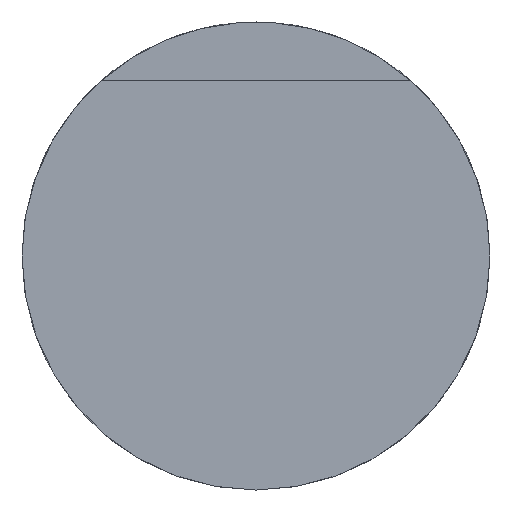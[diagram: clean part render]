
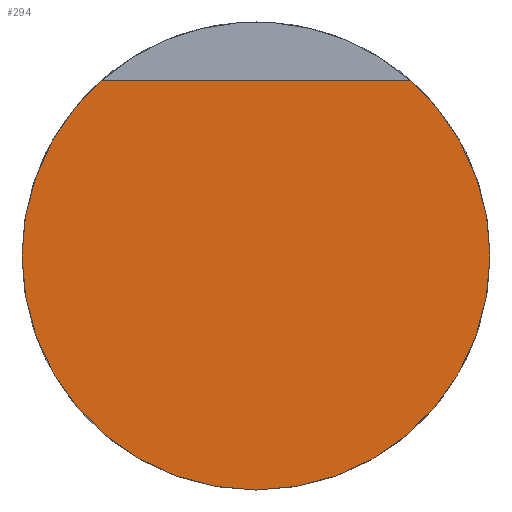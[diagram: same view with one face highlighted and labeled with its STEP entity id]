
A CAD part, front view. The second image highlights one B-rep face of the part: STEP entity #294.
In plain terms, the highlighted planar face has unit normal (0, -1, 0).
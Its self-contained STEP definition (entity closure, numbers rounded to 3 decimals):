
#117=CARTESIAN_POINT('Vertex',(4.,-303.5,0.)) ;
#120=CARTESIAN_POINT('Axis2P3D Location',(0.,-303.5,0.)) ;
#124=CARTESIAN_POINT('Vertex',(-4.,-303.5,0.)) ;
#230=CARTESIAN_POINT('Axis2P3D Location',(0.,-303.5,0.)) ;
#234=CARTESIAN_POINT('Vertex',(2.646,-303.5,3.)) ;
#237=CARTESIAN_POINT('Axis2P3D Location',(0.,-303.5,0.)) ;
#241=CARTESIAN_POINT('Vertex',(-2.646,-303.5,3.)) ;
#278=CARTESIAN_POINT('Axis2P3D Location',(0.,-303.5,0.)) ;
#283=CARTESIAN_POINT('Line Origine',(0.,-303.5,3.)) ;
#121=DIRECTION('Axis2P3D Direction',(0.,1.,0.)) ;
#231=DIRECTION('Axis2P3D Direction',(0.,1.,0.)) ;
#238=DIRECTION('Axis2P3D Direction',(0.,1.,0.)) ;
#279=DIRECTION('Axis2P3D Direction',(0.,1.,-0.)) ;
#280=DIRECTION('Axis2P3D XDirection',(-1.,0.,0.)) ;
#284=DIRECTION('Vector Direction',(-1.,0.,0.)) ;
#122=AXIS2_PLACEMENT_3D('Circle Axis2P3D',#120,#121,$) ;
#232=AXIS2_PLACEMENT_3D('Circle Axis2P3D',#230,#231,$) ;
#239=AXIS2_PLACEMENT_3D('Circle Axis2P3D',#237,#238,$) ;
#281=AXIS2_PLACEMENT_3D('Plane Axis2P3D',#278,#279,#280) ;
#289=ORIENTED_EDGE('',*,*,#287,.F.) ;
#290=ORIENTED_EDGE('',*,*,#243,.F.) ;
#291=ORIENTED_EDGE('',*,*,#126,.F.) ;
#292=ORIENTED_EDGE('',*,*,#236,.F.) ;
#285=VECTOR('Line Direction',#284,1.) ;
#294=ADVANCED_FACE('Corps principal',(#293),#282,.F.) ;
#123=CIRCLE('generated circle',#122,4.) ;
#233=CIRCLE('generated circle',#232,4.) ;
#240=CIRCLE('generated circle',#239,4.) ;
#126=EDGE_CURVE('',#118,#125,#123,.T.) ;
#236=EDGE_CURVE('',#235,#118,#233,.T.) ;
#243=EDGE_CURVE('',#125,#242,#240,.T.) ;
#287=EDGE_CURVE('',#242,#235,#286,.F.) ;
#288=EDGE_LOOP('',(#289,#290,#291,#292)) ;
#293=FACE_OUTER_BOUND('',#288,.T.) ;
#286=LINE('Line',#283,#285) ;
#282=PLANE('Plane',#281) ;
#118=VERTEX_POINT('',#117) ;
#125=VERTEX_POINT('',#124) ;
#235=VERTEX_POINT('',#234) ;
#242=VERTEX_POINT('',#241) ;
